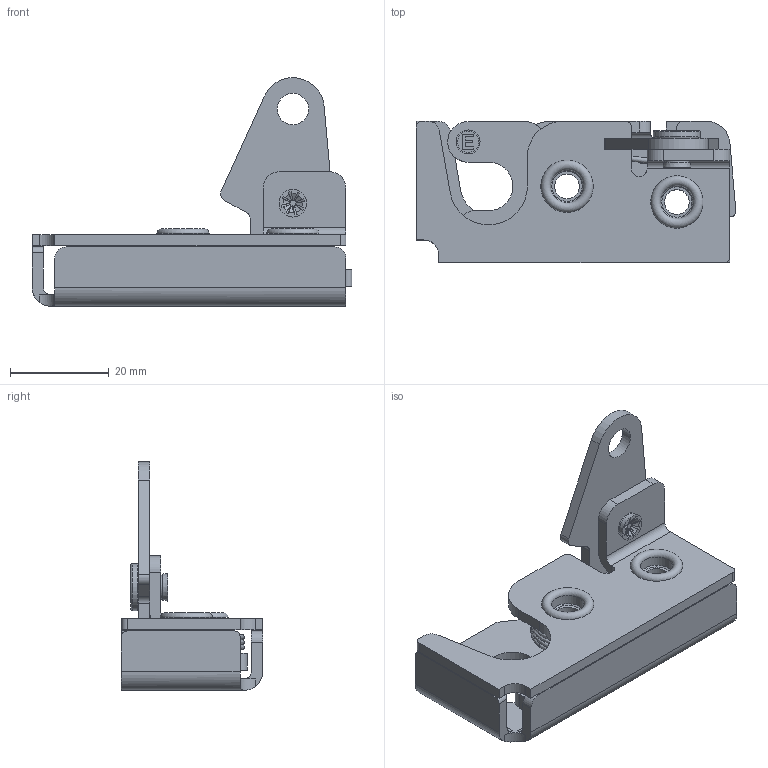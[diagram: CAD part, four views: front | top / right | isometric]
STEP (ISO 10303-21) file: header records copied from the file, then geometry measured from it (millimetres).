
FILE_DESCRIPTION((''),'2;1');
FILE_NAME('241-SSL.stp','2012-10-30T15:26:14',('fredp'),(''),'Autodesk Inventor 2012','Autodesk Inventor 2012','');
FILE_SCHEMA(('AUTOMOTIVE_DESIGN { 1 0 10303 214 1 1 1 1 }'));
Length unit declared in the file: inch
Products named in the file (1): 241-SSL
Bounding box: 64.7 x 28.59 x 46.23 mm (x, y, z)
Volume: 14725.4 mm3; surface area: 16689.9 mm2
Topology: 9 solids, 9 shells, 658 faces, 1740 edges, 1147 vertices
Faces by surface type: plane 408, cylinder 130, bspline 79, torus 28, cone 9, revolution 4
Full cylindrical faces by diameter (mm): 1.016 x4, 2.337 x1, 3.175 x1, 4.318 x2, 4.826 x3, 4.978 x2, 5.207 x1, 6.096 x1, 6.35 x1, 6.528 x1, 6.629 x4, 8.42 x4, 9.525 x1, 11.113 x2, 11.367 x2, 12.7 x2
Entity records: 23363 total; most frequent: CARTESIAN_POINT 6838, ORIENTED_EDGE 3360, DIRECTION 2997, EDGE_CURVE 1680, VECTOR 1159, LINE 1159, VERTEX_POINT 1136, AXIS2_PLACEMENT_3D 917
